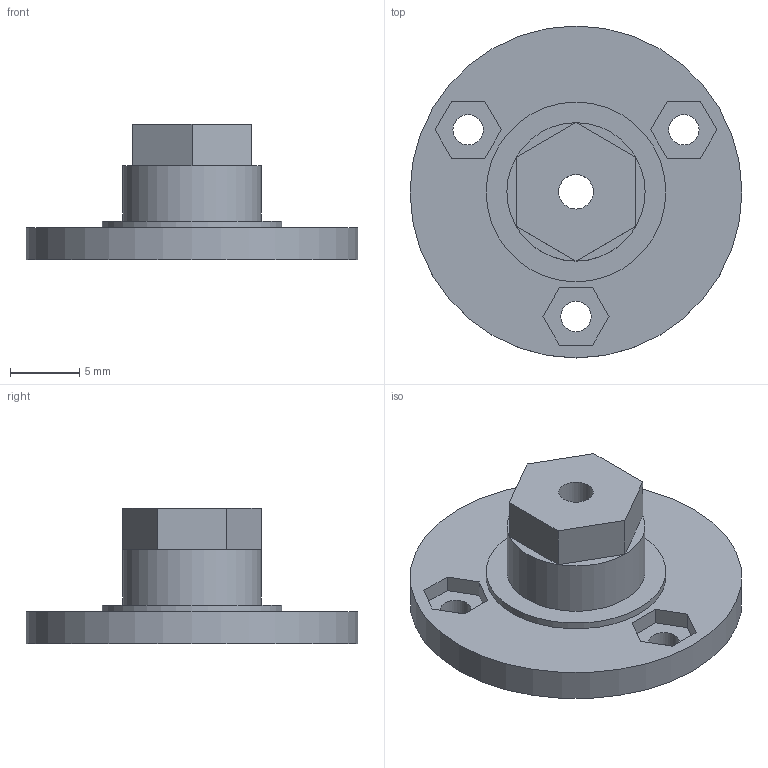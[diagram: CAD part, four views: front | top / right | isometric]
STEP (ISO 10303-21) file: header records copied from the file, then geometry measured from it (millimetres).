
FILE_DESCRIPTION(('FreeCAD Model'),'2;1');
FILE_NAME('Couronne_B.step','2015-11-25T22:36:17',('Author'),(''), 'Open CASCADE STEP processor 6.8','FreeCAD','Unknown');
FILE_SCHEMA(('AUTOMOTIVE_DESIGN_CC2 { 1 2 10303 214 -1 1 5 4 }'));
Length unit declared in the file: millimetre
Products named in the file (2): ASSEMBLY; PolarPattern001
Assembly tree (1 placements, depth 2):
  ASSEMBLY
    PolarPattern001
Bounding box: 24 x 24 x 9.8 mm (x, y, z)
Volume: 1328.4 mm3; surface area: 1480.9 mm2
Topology: 1 solids, 1 shells, 41 faces, 96 edges, 64 vertices
Faces by surface type: plane 33, cylinder 8
Full cylindrical faces by diameter (mm): 2.2 x3, 2.5 x1, 10 x1, 12 x1, 13 x1, 24 x1
Entity records: 2493 total; most frequent: CARTESIAN_POINT 443, DIRECTION 382, LINE 256, VECTOR 256, ORIENTED_EDGE 192, PCURVE 192, DEFINITIONAL_REPRESENTATION 192, EDGE_CURVE 96
